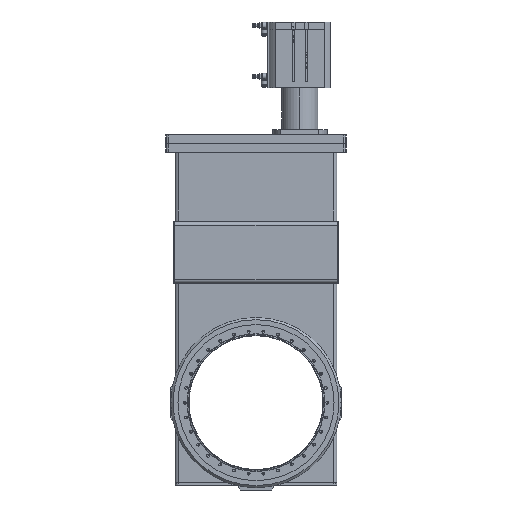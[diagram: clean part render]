
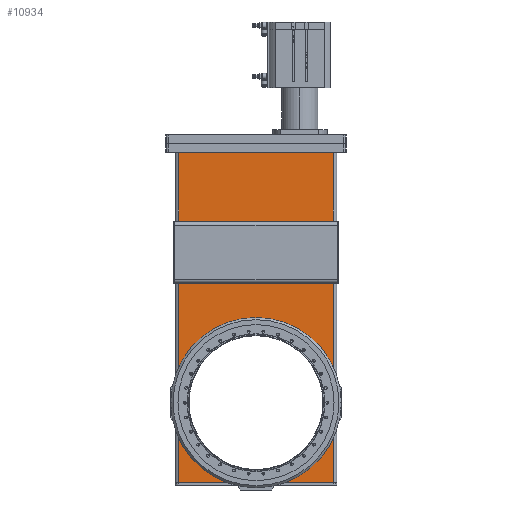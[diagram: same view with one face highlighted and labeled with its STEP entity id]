
A CAD part, front view. The second image highlights one B-rep face of the part: STEP entity #10934.
In plain terms, the highlighted planar face has unit normal (0, -1, 0).
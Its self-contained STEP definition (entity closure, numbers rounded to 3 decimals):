
#148 = DIRECTION ( 'NONE',  ( 1., 0., 0. ) ) ;
#213 = AXIS2_PLACEMENT_3D ( 'NONE', #6135, #23617, #19604 ) ;
#2940 = DIRECTION ( 'NONE',  ( 0., 1., 0. ) ) ;
#3507 = LINE ( 'NONE', #39225, #14367 ) ;
#4172 = ORIENTED_EDGE ( 'NONE', *, *, #26694, .T. ) ;
#4432 = LINE ( 'NONE', #21892, #34458 ) ;
#4810 = LINE ( 'NONE', #23985, #17446 ) ;
#5848 = DIRECTION ( 'NONE',  ( 0., 0., -1. ) ) ;
#5957 = CARTESIAN_POINT ( 'NONE',  ( 0., -24.8, -420. ) ) ;
#6135 = CARTESIAN_POINT ( 'NONE',  ( 0., -24.8, -392. ) ) ;
#6203 = VERTEX_POINT ( 'NONE', #26582 ) ;
#7875 = ORIENTED_EDGE ( 'NONE', *, *, #44211, .T. ) ;
#8615 = ORIENTED_EDGE ( 'NONE', *, *, #33461, .T. ) ;
#9197 = EDGE_CURVE ( 'NONE', #28903, #37678, #3507, .T. ) ;
#10433 = PLANE ( 'NONE',  #213 ) ;
#10915 = EDGE_CURVE ( 'NONE', #29836, #28903, #15881, .T. ) ;
#10934 = ADVANCED_FACE ( 'NONE', ( #14731, #32190 ), #10433, .F. ) ;
#14367 = VECTOR ( 'NONE', #43509, 1000. ) ;
#14530 = CARTESIAN_POINT ( 'NONE',  ( -176., -24.8, -772. ) ) ;
#14731 = FACE_BOUND ( 'NONE', #47352, .T. ) ;
#15881 = LINE ( 'NONE', #45305, #34913 ) ;
#16950 = CARTESIAN_POINT ( 'NONE',  ( 0., -24.8, -590. ) ) ;
#17446 = VECTOR ( 'NONE', #37402, 1000. ) ;
#19036 = CARTESIAN_POINT ( 'NONE',  ( 0., -24.8, -590. ) ) ;
#19159 = AXIS2_PLACEMENT_3D ( 'NONE', #16950, #2940, #42398 ) ;
#19604 = DIRECTION ( 'NONE',  ( 1., 0., 0. ) ) ;
#20295 = CARTESIAN_POINT ( 'NONE',  ( 176., -24.8, -12. ) ) ;
#21892 = CARTESIAN_POINT ( 'NONE',  ( -184., -24.8, -772. ) ) ;
#23617 = DIRECTION ( 'NONE',  ( 0., 1., 0. ) ) ;
#23985 = CARTESIAN_POINT ( 'NONE',  ( -176., -24.8, -202. ) ) ;
#25595 = EDGE_CURVE ( 'NONE', #6203, #30217, #30811, .T. ) ;
#26582 = CARTESIAN_POINT ( 'NONE',  ( 0., -24.8, -760. ) ) ;
#26694 = EDGE_CURVE ( 'NONE', #48065, #29836, #4432, .T. ) ;
#28903 = VERTEX_POINT ( 'NONE', #20295 ) ;
#29836 = VERTEX_POINT ( 'NONE', #32941 ) ;
#30217 = VERTEX_POINT ( 'NONE', #5957 ) ;
#30811 = CIRCLE ( 'NONE', #47230, 170. ) ;
#31007 = ORIENTED_EDGE ( 'NONE', *, *, #10915, .T. ) ;
#32190 = FACE_OUTER_BOUND ( 'NONE', #54742, .T. ) ;
#32941 = CARTESIAN_POINT ( 'NONE',  ( 176., -24.8, -772. ) ) ;
#33306 = DIRECTION ( 'NONE',  ( 0., 0., 1. ) ) ;
#33461 = EDGE_CURVE ( 'NONE', #30217, #6203, #43790, .T. ) ;
#34458 = VECTOR ( 'NONE', #148, 1000. ) ;
#34913 = VECTOR ( 'NONE', #33306, 1000. ) ;
#37402 = DIRECTION ( 'NONE',  ( 0., 0., -1. ) ) ;
#37678 = VERTEX_POINT ( 'NONE', #53742 ) ;
#38678 = ORIENTED_EDGE ( 'NONE', *, *, #9197, .T. ) ;
#39225 = CARTESIAN_POINT ( 'NONE',  ( 184., -24.8, -12. ) ) ;
#40738 = DIRECTION ( 'NONE',  ( 0., 1., 0. ) ) ;
#41750 = ORIENTED_EDGE ( 'NONE', *, *, #25595, .T. ) ;
#42398 = DIRECTION ( 'NONE',  ( 0., 0., -1. ) ) ;
#43509 = DIRECTION ( 'NONE',  ( -1., 0., 0. ) ) ;
#43790 = CIRCLE ( 'NONE', #19159, 170. ) ;
#44211 = EDGE_CURVE ( 'NONE', #37678, #48065, #4810, .T. ) ;
#45305 = CARTESIAN_POINT ( 'NONE',  ( 176., -24.8, -582. ) ) ;
#47230 = AXIS2_PLACEMENT_3D ( 'NONE', #19036, #40738, #5848 ) ;
#47352 = EDGE_LOOP ( 'NONE', ( #41750, #8615 ) ) ;
#48065 = VERTEX_POINT ( 'NONE', #14530 ) ;
#53742 = CARTESIAN_POINT ( 'NONE',  ( -176., -24.8, -12. ) ) ;
#54742 = EDGE_LOOP ( 'NONE', ( #31007, #38678, #7875, #4172 ) ) ;
